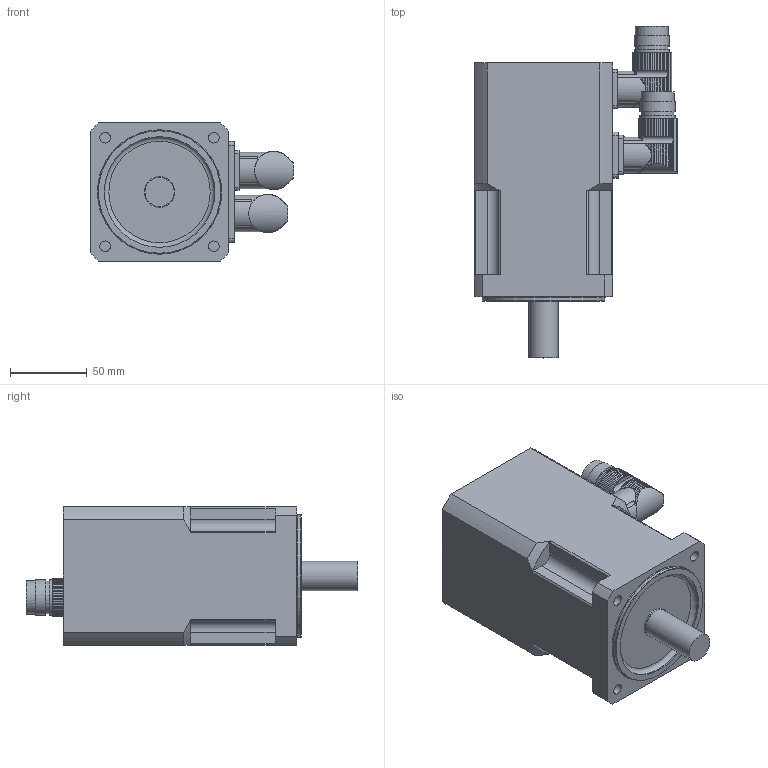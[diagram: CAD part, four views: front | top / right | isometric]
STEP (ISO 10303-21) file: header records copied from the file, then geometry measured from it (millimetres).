
FILE_DESCRIPTION(/* description */ (''),/* implementation_level */ '2;1');
FILE_NAME(/* name */ 'KSY3104Q_Rx',/* time_stamp */ '2008-09-03T15:09:31+02:00',/* author */ (''),/* organization */ (''),/* preprocessor_version */ 'ST-DEVELOPER v8',/* originating_system */ 'UNIGRAPHICS SOLUTIONS - UNIGRAPHICS 18.0',/* authorisation */ '');
FILE_SCHEMA (('AUTOMOTIVE_DESIGN { 1 2 10303 214 0 1 1 1 }'));
Length unit declared in the file: millimetre
Products named in the file (2): Winkelflanschdose_0; KSY3104Q-RD_0
Assembly tree (2 placements, depth 2):
  KSY3104Q-RD_0
    Winkelflanschdose_0  x2
Bounding box: 132.24 x 216.15 x 90 mm (x, y, z)
Volume: 1240748 mm3; surface area: 89388.5 mm2
Topology: 3 solids, 4 shells, 405 faces, 1135 edges, 757 vertices
Faces by surface type: cylinder 323, plane 75, cone 5, torus 2
Full cylindrical faces by diameter (mm): 1 x1, 7 x4, 16 x2, 19 x1, 20 x3, 21 x2, 21.5 x2, 23 x4, 72 x1, 80 x1
Entity records: 8066 total; most frequent: CARTESIAN_POINT 1969, ORIENTED_EDGE 1286, DIRECTION 1222, EDGE_CURVE 643, AXIS2_PLACEMENT_3D 483, VERTEX_POINT 440, EDGE_LOOP 281, LINE 256
